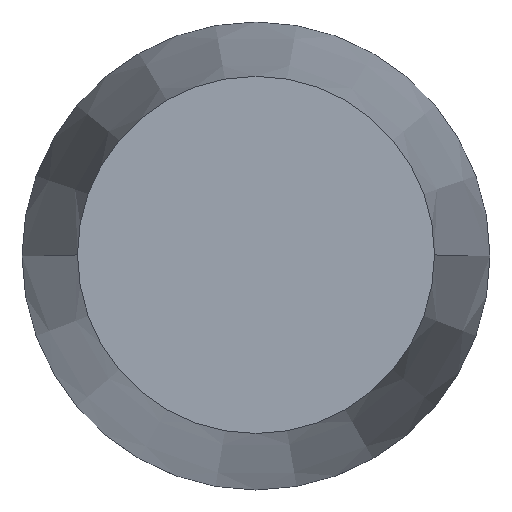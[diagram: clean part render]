
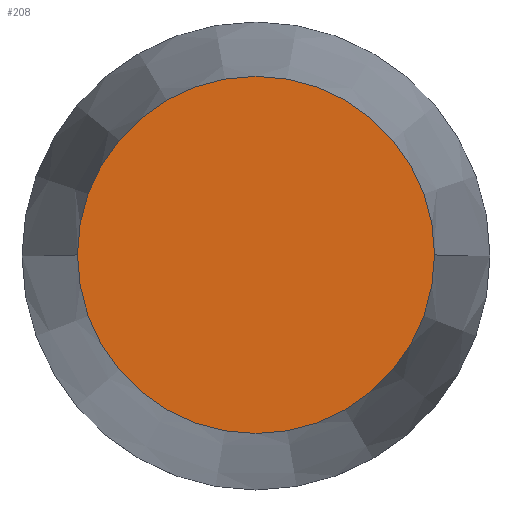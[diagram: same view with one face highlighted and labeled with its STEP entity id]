
A CAD part, top view. The second image highlights one B-rep face of the part: STEP entity #208.
In plain terms, the highlighted planar face has unit normal (0, 0, 1).
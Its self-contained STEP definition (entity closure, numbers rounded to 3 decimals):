
#9 = PLANE ( 'NONE',  #317 ) ;
#38 = FACE_OUTER_BOUND ( 'NONE', #676, .T. ) ;
#87 = EDGE_CURVE ( 'NONE', #322, #399, #288, .T. ) ;
#100 = AXIS2_PLACEMENT_3D ( 'NONE', #695, #333, #756 ) ;
#124 = CARTESIAN_POINT ( 'NONE',  ( -7.337, -7.337, 25. ) ) ;
#126 = CIRCLE ( 'NONE', #580, 7.25 ) ;
#189 = DIRECTION ( 'NONE',  ( 0., 0., 1. ) ) ;
#206 = DIRECTION ( 'NONE',  ( 0., 0., -1. ) ) ;
#208 = ADVANCED_FACE ( 'NONE', ( #38 ), #9, .T. ) ;
#288 = CIRCLE ( 'NONE', #100, 7.25 ) ;
#317 = AXIS2_PLACEMENT_3D ( 'NONE', #124, #189, #513 ) ;
#322 = VERTEX_POINT ( 'NONE', #482 ) ;
#333 = DIRECTION ( 'NONE',  ( 0., 0., -1. ) ) ;
#352 = ORIENTED_EDGE ( 'NONE', *, *, #444, .F. ) ;
#399 = VERTEX_POINT ( 'NONE', #668 ) ;
#444 = EDGE_CURVE ( 'NONE', #399, #322, #126, .T. ) ;
#482 = CARTESIAN_POINT ( 'NONE',  ( -7.25, 0., 25. ) ) ;
#513 = DIRECTION ( 'NONE',  ( 1., 0., 0. ) ) ;
#554 = CARTESIAN_POINT ( 'NONE',  ( 0., 0., 25. ) ) ;
#557 = ORIENTED_EDGE ( 'NONE', *, *, #87, .F. ) ;
#580 = AXIS2_PLACEMENT_3D ( 'NONE', #554, #206, #623 ) ;
#623 = DIRECTION ( 'NONE',  ( -1., 0., 0. ) ) ;
#668 = CARTESIAN_POINT ( 'NONE',  ( 7.25, 0., 25. ) ) ;
#676 = EDGE_LOOP ( 'NONE', ( #557, #352 ) ) ;
#695 = CARTESIAN_POINT ( 'NONE',  ( 0., 0., 25. ) ) ;
#756 = DIRECTION ( 'NONE',  ( -1., 0., 0. ) ) ;
